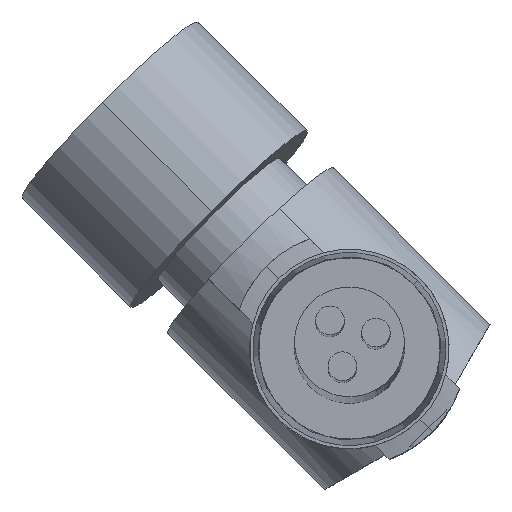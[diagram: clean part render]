
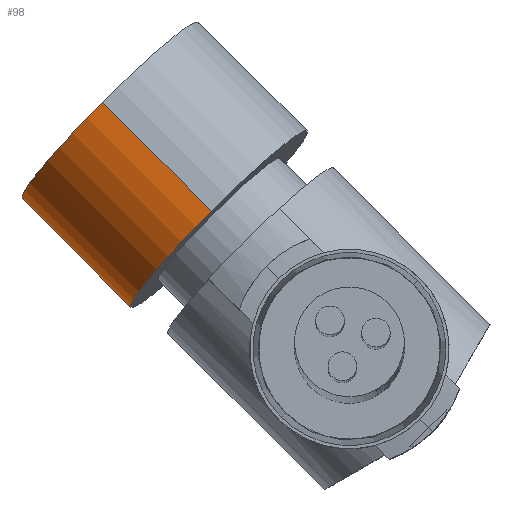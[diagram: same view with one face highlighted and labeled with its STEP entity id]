
A CAD part, top view. The second image highlights one B-rep face of the part: STEP entity #98.
In plain terms, the highlighted cylindrical face has radius 5 mm (diameter 10 mm), a partial arc.
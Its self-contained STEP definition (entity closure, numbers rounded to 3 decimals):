
#98=ADVANCED_FACE('',(#238),#239,.T.);
#238=FACE_OUTER_BOUND('',#409,.T.);
#239=CYLINDRICAL_SURFACE('',#410,5.0);
#409=EDGE_LOOP('',(#916,#917,#918,#919));
#410=AXIS2_PLACEMENT_3D('',#920,#921,#922);
#916=ORIENTED_EDGE('',*,*,#1264,.F.);
#917=ORIENTED_EDGE('',*,*,#1265,.F.);
#918=ORIENTED_EDGE('',*,*,#1266,.T.);
#919=ORIENTED_EDGE('',*,*,#1263,.F.);
#920=CARTESIAN_POINT('',(10.871,43.221,10.12));
#921=DIRECTION('',(0.704,-0.704,0.087));
#922=DIRECTION('',(-0.062,0.062,0.996));
#1263=EDGE_CURVE('',#1571,#1570,#1573,.T.);
#1264=EDGE_CURVE('',#1574,#1571,#1575,.T.);
#1265=EDGE_CURVE('',#1576,#1574,#1577,.T.);
#1266=EDGE_CURVE('',#1576,#1570,#1578,.T.);
#1570=VERTEX_POINT('',#2104);
#1571=VERTEX_POINT('',#2105);
#1573=CIRCLE('',#2107,5.0);
#1574=VERTEX_POINT('',#2108);
#1575=LINE('',#2109,#2110);
#1576=VERTEX_POINT('',#2111);
#1577=CIRCLE('',#2112,5.0);
#1578=LINE('',#2113,#2114);
#2104=CARTESIAN_POINT('',(15.547,38.546,5.679));
#2105=CARTESIAN_POINT('',(14.931,39.162,15.641));
#2107=AXIS2_PLACEMENT_3D('',#2459,#2460,#2461);
#2108=CARTESIAN_POINT('',(10.563,43.53,15.101));
#2109=CARTESIAN_POINT('',(10.563,43.53,15.101));
#2110=VECTOR('',#2462,6.2);
#2111=CARTESIAN_POINT('',(11.179,42.913,5.139));
#2112=AXIS2_PLACEMENT_3D('',#2463,#2464,#2465);
#2113=CARTESIAN_POINT('',(11.179,42.913,5.139));
#2114=VECTOR('',#2466,6.2);
#2459=CARTESIAN_POINT('',(15.239,38.854,10.66));
#2460=DIRECTION('',(0.704,-0.704,0.087));
#2461=DIRECTION('',(-0.062,0.062,0.996));
#2462=DIRECTION('',(0.704,-0.704,0.087));
#2463=CARTESIAN_POINT('',(10.871,43.221,10.12));
#2464=DIRECTION('',(-0.704,0.704,-0.087));
#2465=DIRECTION('',(0.062,-0.062,-0.996));
#2466=DIRECTION('',(0.704,-0.704,0.087));
